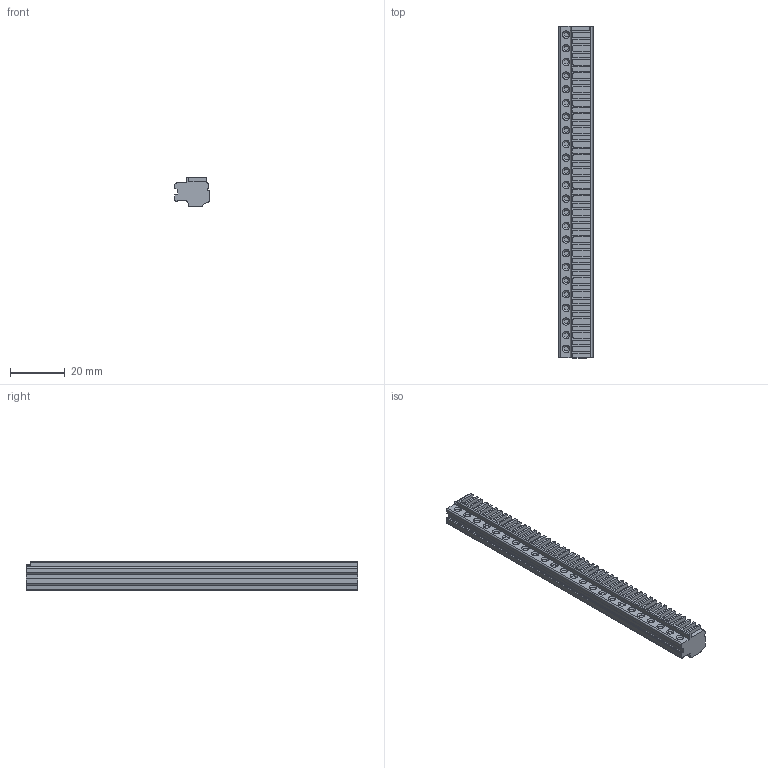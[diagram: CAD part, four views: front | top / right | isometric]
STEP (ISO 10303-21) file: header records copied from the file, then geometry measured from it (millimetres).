
FILE_DESCRIPTION((''),'2;1');
FILE_NAME('ASFD','2024-10-16T10:49:20',('tluser'),(''),'CREO PARAMETRIC BY PTC INC, 2018100','CREO PARAMETRIC BY PTC INC, 2018100','');
FILE_SCHEMA(('CONFIG_CONTROL_DESIGN'));
Length unit declared in the file: millimetre
Products named in the file (1): ASFD
Bounding box: 12.5 x 121.5 x 10.6 mm (x, y, z)
Volume: 11770.2 mm3; surface area: 7058.6 mm2
Topology: 1 solids, 1 shells, 909 faces, 2481 edges, 1646 vertices
Faces by surface type: plane 529, cylinder 284, cone 96
Entity records: 29193 total; most frequent: CARTESIAN_POINT 5660, ORIENTED_EDGE 4962, DIRECTION 4891, EDGE_CURVE 2481, VERTEX_POINT 1646, AXIS2_PLACEMENT_3D 1645, VECTOR 1601, LINE 1601
